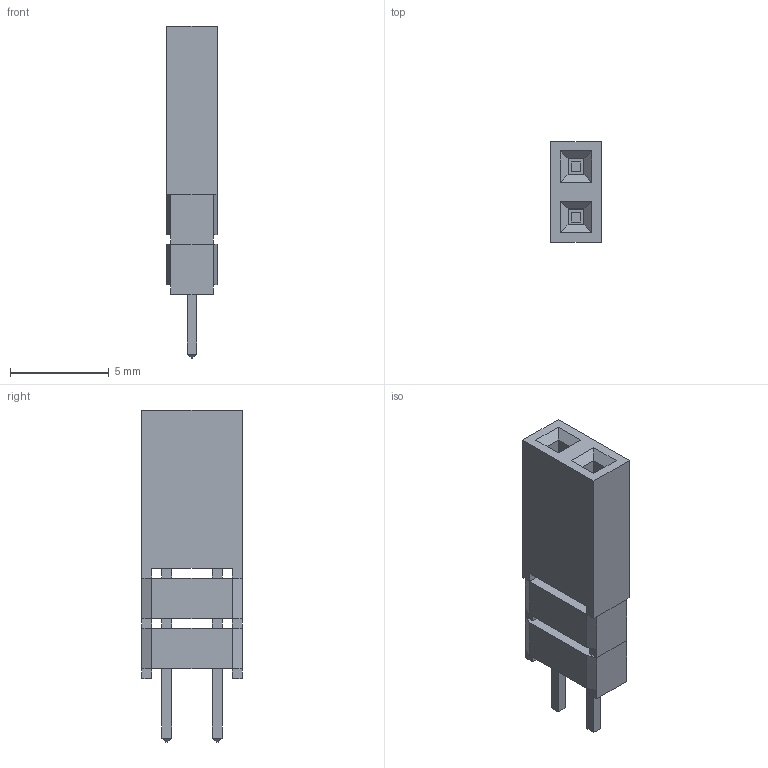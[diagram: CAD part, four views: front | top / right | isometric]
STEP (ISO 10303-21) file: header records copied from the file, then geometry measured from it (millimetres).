
FILE_DESCRIPTION(('FreeCAD Model'),'2;1');
FILE_NAME('Socket_Strip_Straight_L13.6_P2.5_02x01.step','2019-08-27T02:59:59',('Author'),(''), 'Open CASCADE STEP processor 6.8','FreeCAD','Unknown');
FILE_SCHEMA(('AUTOMOTIVE_DESIGN { 1 0 10303 214 1 1 1 1 }'));
Length unit declared in the file: millimetre
Products named in the file (1): Socket_Strip_Straight_L13.6_P2.5_02x01
Bounding box: 2.54 x 5.08 x 16.78 mm (x, y, z)
Volume: 151.8 mm3; surface area: 322.6 mm2
Topology: 1 solids, 1 shells, 104 faces, 252 edges, 152 vertices
Faces by surface type: plane 104
Entity records: 3678 total; most frequent: CARTESIAN_POINT 509, ORIENTED_EDGE 504, DIRECTION 462, EDGE_CURVE 252, LINE 252, VECTOR 252, VERTEX_POINT 152, FACE_BOUND 118
